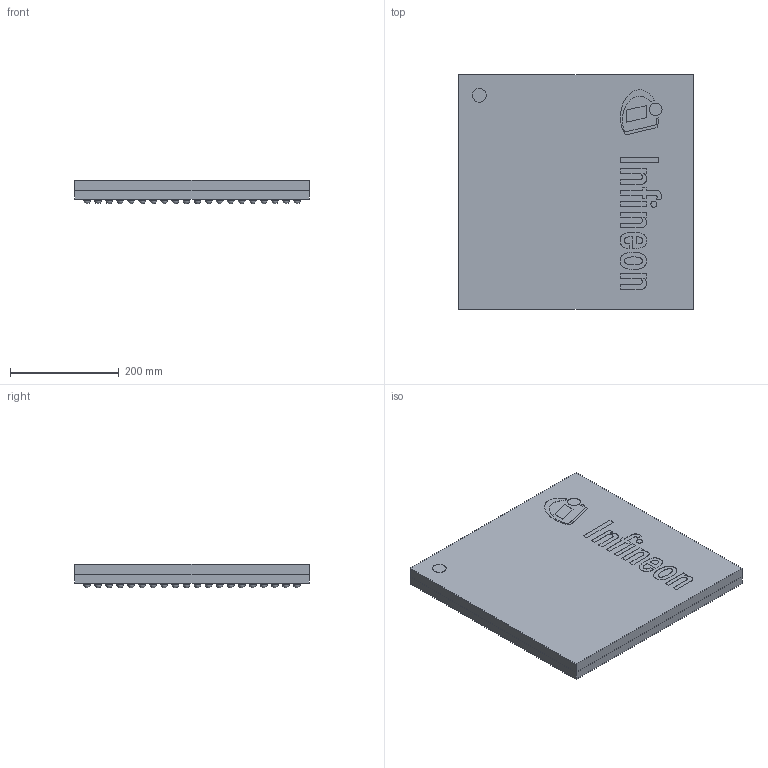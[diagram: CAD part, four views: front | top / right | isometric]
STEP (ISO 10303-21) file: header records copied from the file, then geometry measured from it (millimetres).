
FILE_DESCRIPTION(/* description */ (''),/* implementation_level */ '2;1');
FILE_NAME(/* name */ 'PG-LFBGA-292-6_Z8B00165306_V03_3D.stp',/* time_stamp */ '2024-08-21T12:00:03+05:30',/* author */ ('sivamani'),/* organization */ (''),/* preprocessor_version */ 'ST-DEVELOPER v19.2',/* originating_system */ 'AutoCAD Mechanical',/* authorisation */ '');
FILE_SCHEMA (('AUTOMOTIVE_DESIGN { 1 0 10303 214 3 1 1 }'));
Length unit declared in the file: inch
Products named in the file (1): Product
Bounding box: 431.8 x 431.8 x 43.43 mm (x, y, z)
Volume: 6721975.4 mm3; surface area: 1332794.7 mm2
Topology: 309 solids, 309 shells, 1107 faces, 2340 edges, 1560 vertices
Faces by surface type: cylinder 410, plane 405, sphere 292
Full cylindrical faces by diameter (mm): 11.211 x1, 12.7 x292, 23.131 x1, 25.4 x2
Entity records: 28716 total; most frequent: DIRECTION 5668, CARTESIAN_POINT 4716, ORIENTED_EDGE 4096, AXIS2_PLACEMENT_3D 2512, EDGE_CURVE 2048, VERTEX_POINT 1560, CIRCLE 1404, EDGE_LOOP 1112
